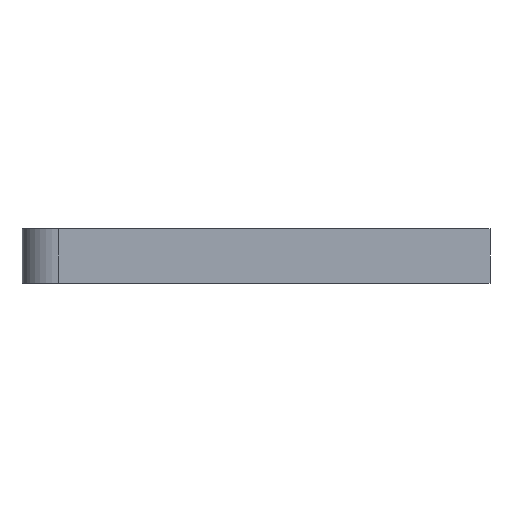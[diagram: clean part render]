
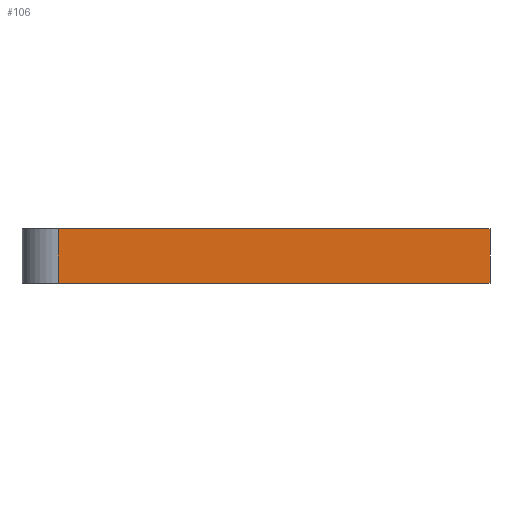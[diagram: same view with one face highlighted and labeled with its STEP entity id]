
A CAD part, left-side view. The second image highlights one B-rep face of the part: STEP entity #106.
In plain terms, the highlighted planar face has unit normal (-1, 0, 0).
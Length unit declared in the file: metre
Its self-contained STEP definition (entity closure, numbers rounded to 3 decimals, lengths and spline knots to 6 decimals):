
#106 = ADVANCED_FACE( '', ( #147 ), #148, .T. );
#147 = FACE_OUTER_BOUND( '', #223, .T. );
#148 = PLANE( '', #224 );
#223 = EDGE_LOOP( '', ( #340, #341, #342, #343 ) );
#224 = AXIS2_PLACEMENT_3D( '', #344, #345, #346 );
#340 = ORIENTED_EDGE( '', *, *, #626, .F. );
#341 = ORIENTED_EDGE( '', *, *, #627, .F. );
#342 = ORIENTED_EDGE( '', *, *, #628, .T. );
#343 = ORIENTED_EDGE( '', *, *, #629, .T. );
#344 = CARTESIAN_POINT( '', ( 0., 0., 0.01 ) );
#345 = DIRECTION( '', ( -1., 0., 0. ) );
#346 = DIRECTION( '', ( 0., 0., 1. ) );
#626 = EDGE_CURVE( '', #781, #782, #783, .T. );
#627 = EDGE_CURVE( '', #784, #781, #785, .T. );
#628 = EDGE_CURVE( '', #784, #786, #787, .T. );
#629 = EDGE_CURVE( '', #786, #782, #788, .T. );
#781 = VERTEX_POINT( '', #1008 );
#782 = VERTEX_POINT( '', #1009 );
#783 = LINE( '', #1010, #1011 );
#784 = VERTEX_POINT( '', #1012 );
#785 = LINE( '', #1013, #1014 );
#786 = VERTEX_POINT( '', #1015 );
#787 = LINE( '', #1016, #1017 );
#788 = LINE( '', #1018, #1019 );
#1008 = CARTESIAN_POINT( '', ( 0., 0., 0. ) );
#1009 = CARTESIAN_POINT( '', ( 0., 0.079367, 0. ) );
#1010 = CARTESIAN_POINT( '', ( 0., 0., 0. ) );
#1011 = VECTOR( '', #1248, 1. );
#1012 = CARTESIAN_POINT( '', ( 0., 0., 0.01 ) );
#1013 = CARTESIAN_POINT( '', ( 0., 0., 0.01 ) );
#1014 = VECTOR( '', #1249, 1. );
#1015 = CARTESIAN_POINT( '', ( 0., 0.079367, 0.01 ) );
#1016 = CARTESIAN_POINT( '', ( 0., 0., 0.01 ) );
#1017 = VECTOR( '', #1250, 1. );
#1018 = CARTESIAN_POINT( '', ( 0., 0.079367, 0.01 ) );
#1019 = VECTOR( '', #1251, 1. );
#1248 = DIRECTION( '', ( 0., 1., 0. ) );
#1249 = DIRECTION( '', ( 0., 0., -1. ) );
#1250 = DIRECTION( '', ( 0., 1., 0. ) );
#1251 = DIRECTION( '', ( 0., 0., -1. ) );
